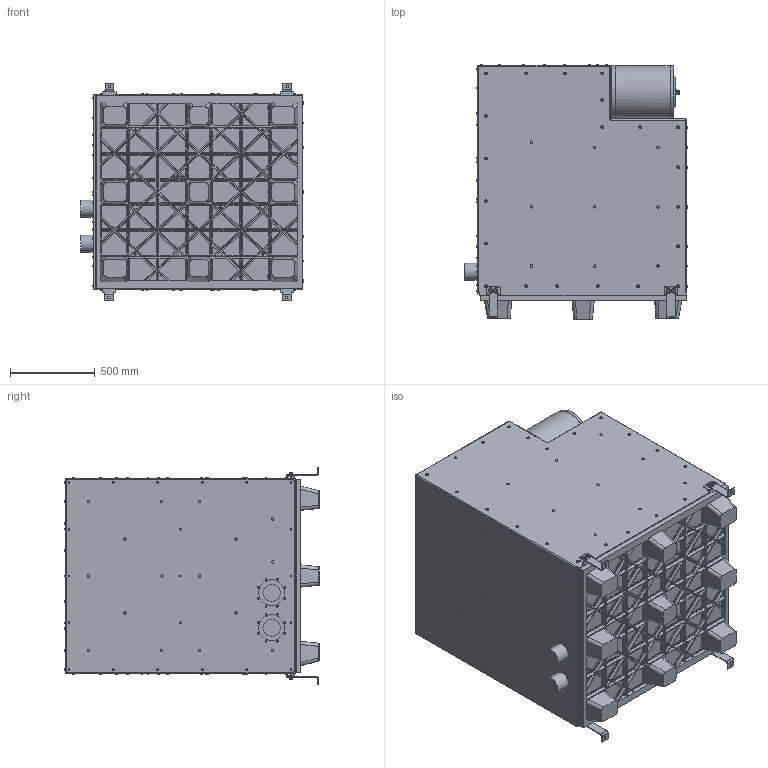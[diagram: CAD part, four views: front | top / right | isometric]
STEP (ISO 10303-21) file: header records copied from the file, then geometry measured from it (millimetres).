
FILE_DESCRIPTION(/* description */ (''),/* implementation_level */ '2;1');
FILE_NAME(/* name */ 'CAVxxxxx028A.stp',/* time_stamp */ '2018-03-12T14:49:44-04:00',/* author */ ('James'),/* organization */ (''),/* preprocessor_version */ 'ST-DEVELOPER v16.5',/* originating_system */ 'Autodesk Inventor 2017',/* authorisation */ '');
FILE_SCHEMA (('AUTOMOTIVE_DESIGN { 1 0 10303 214 3 1 1 }'));
Length unit declared in the file: inch
Products named in the file (1): CAVxxxxx028A
Bounding box: 1313.15 x 1500.94 x 1282.7 mm (x, y, z)
Volume: 1846685011.9 mm3; surface area: 11807899.7 mm2
Topology: 1 solids, 1 shells, 2990 faces, 6971 edges, 4645 vertices
Faces by surface type: plane 1938, cylinder 518, sphere 199, cone 191, bspline 98, torus 46
Full cylindrical faces by diameter (mm): 9.525 x28, 11.1 x70, 11.125 x5, 13.894 x4, 14.3 x4, 15.088 x61, 15.612 x6, 16.662 x58, 17.272 x8, 25.4 x12, 101.6 x2, 127 x3, 152.4 x2, 304.8 x2, 308.61 x2, 309.88 x2, 310.896 x2
Entity records: 133293 total; most frequent: CARTESIAN_POINT 66439, DIRECTION 13013, ORIENTED_EDGE 12900, EDGE_CURVE 6432, VERTEX_POINT 4435, AXIS2_PLACEMENT_3D 4353, LINE 4307, VECTOR 4307
